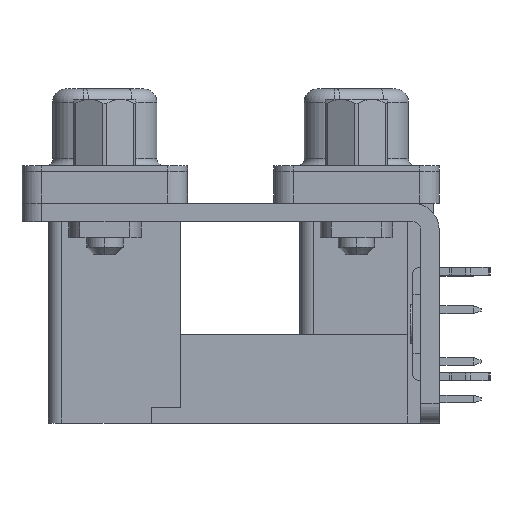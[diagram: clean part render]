
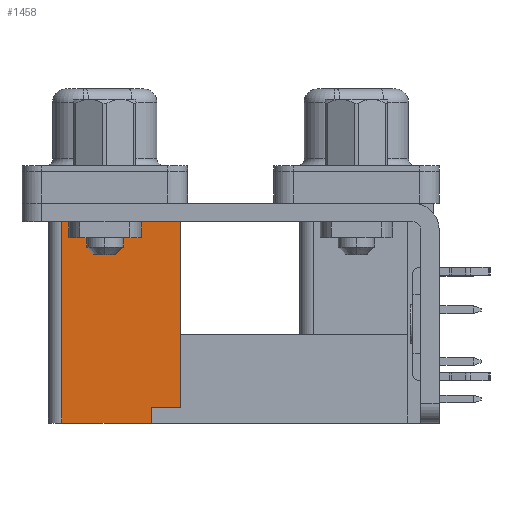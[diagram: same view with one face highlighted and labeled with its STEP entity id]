
A CAD part, left-side view. The second image highlights one B-rep face of the part: STEP entity #1458.
In plain terms, the highlighted planar face has unit normal (-1, 0, 0).
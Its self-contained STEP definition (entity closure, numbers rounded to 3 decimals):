
#1458 = ADVANCED_FACE ( 'NONE', ( #29388 ), #22532, .F. ) ;
#2232 = LINE ( 'NONE', #25906, #2235 ) ;
#2235 = VECTOR ( 'NONE', #25907, 1000. ) ;
#2236 = LINE ( 'NONE', #25910, #2239 ) ;
#2238 = LINE ( 'NONE', #25912, #2241 ) ;
#2239 = VECTOR ( 'NONE', #25911, 1000. ) ;
#2241 = VECTOR ( 'NONE', #25914, 1000. ) ;
#9957 = CARTESIAN_POINT ( 'NONE',  ( -19.73, 13.321, -2.85 ) ) ;
#9966 = CARTESIAN_POINT ( 'NONE',  ( -19.73, 22.321, -2.85 ) ) ;
#10078 = CARTESIAN_POINT ( 'NONE',  ( -19.73, 13.321, -12.801 ) ) ;
#10104 = CARTESIAN_POINT ( 'NONE',  ( -19.73, 13.321, -18.351 ) ) ;
#10113 = CARTESIAN_POINT ( 'NONE',  ( -19.73, 15.521, -18.351 ) ) ;
#10117 = CARTESIAN_POINT ( 'NONE',  ( -19.73, 15.521, -19.5 ) ) ;
#10562 = CARTESIAN_POINT ( 'NONE',  ( -19.73, 22.321, -19.5 ) ) ;
#16565 = AXIS2_PLACEMENT_3D ( 'NONE', #22552, #22553, #22554 ) ;
#17646 = EDGE_CURVE ( 'NONE', #19161, #19166, #28586, .T. ) ;
#17730 = EDGE_CURVE ( 'NONE', #19240, #19226, #28746, .T. ) ;
#17734 = EDGE_CURVE ( 'NONE', #19245, #19240, #28757, .T. ) ;
#17738 = EDGE_CURVE ( 'NONE', #19247, #19245, #28765, .T. ) ;
#18108 = EDGE_CURVE ( 'NONE', #19226, #19161, #2232, .T. ) ;
#18110 = EDGE_CURVE ( 'NONE', #19487, #19166, #2236, .T. ) ;
#18111 = EDGE_CURVE ( 'NONE', #19247, #19487, #2238, .T. ) ;
#19161 = VERTEX_POINT ( 'NONE', #9957 ) ;
#19166 = VERTEX_POINT ( 'NONE', #9966 ) ;
#19226 = VERTEX_POINT ( 'NONE', #10078 ) ;
#19240 = VERTEX_POINT ( 'NONE', #10104 ) ;
#19245 = VERTEX_POINT ( 'NONE', #10113 ) ;
#19247 = VERTEX_POINT ( 'NONE', #10117 ) ;
#19487 = VERTEX_POINT ( 'NONE', #10562 ) ;
#20671 = ORIENTED_EDGE ( 'NONE', *, *, #17738, .T. ) ;
#20672 = ORIENTED_EDGE ( 'NONE', *, *, #17734, .T. ) ;
#20673 = ORIENTED_EDGE ( 'NONE', *, *, #17730, .T. ) ;
#20674 = ORIENTED_EDGE ( 'NONE', *, *, #18108, .T. ) ;
#20675 = ORIENTED_EDGE ( 'NONE', *, *, #17646, .T. ) ;
#20676 = ORIENTED_EDGE ( 'NONE', *, *, #18110, .F. ) ;
#20677 = ORIENTED_EDGE ( 'NONE', *, *, #18111, .F. ) ;
#21043 = EDGE_LOOP ( 'NONE', ( #20671, #20672, #20673, #20674, #20675, #20676, #20677 ) ) ;
#22532 = PLANE ( 'NONE',  #16565 ) ;
#22552 = CARTESIAN_POINT ( 'NONE',  ( -19.73, 22.321, -79.707 ) ) ;
#22553 = DIRECTION ( 'NONE',  ( 1., 0., 0. ) ) ;
#22554 = DIRECTION ( 'NONE',  ( 0., 0., -1. ) ) ;
#25906 = CARTESIAN_POINT ( 'NONE',  ( -19.73, 13.321, -79.707 ) ) ;
#25907 = DIRECTION ( 'NONE',  ( 0., 0., 1. ) ) ;
#25910 = CARTESIAN_POINT ( 'NONE',  ( -19.73, 22.321, -79.707 ) ) ;
#25911 = DIRECTION ( 'NONE',  ( 0., 0., 1. ) ) ;
#25912 = CARTESIAN_POINT ( 'NONE',  ( -19.73, 22.321, -19.5 ) ) ;
#25914 = DIRECTION ( 'NONE',  ( 0., 1., 0. ) ) ;
#26616 = DIRECTION ( 'NONE',  ( 0., 1., 0. ) ) ;
#26621 = CARTESIAN_POINT ( 'NONE',  ( -19.73, 22.321, -2.85 ) ) ;
#26813 = CARTESIAN_POINT ( 'NONE',  ( -19.73, 13.321, -79.707 ) ) ;
#26814 = DIRECTION ( 'NONE',  ( 0., 0., 1. ) ) ;
#26821 = CARTESIAN_POINT ( 'NONE',  ( -19.73, 13.321, -18.351 ) ) ;
#26822 = DIRECTION ( 'NONE',  ( 0., -1., 0. ) ) ;
#26829 = CARTESIAN_POINT ( 'NONE',  ( -19.73, 15.521, -19.501 ) ) ;
#26830 = DIRECTION ( 'NONE',  ( 0., 0., 1. ) ) ;
#28586 = LINE ( 'NONE', #26621, #28602 ) ;
#28602 = VECTOR ( 'NONE', #26616, 1000. ) ;
#28746 = LINE ( 'NONE', #26813, #28750 ) ;
#28750 = VECTOR ( 'NONE', #26814, 1000. ) ;
#28757 = LINE ( 'NONE', #26821, #28760 ) ;
#28760 = VECTOR ( 'NONE', #26822, 1000. ) ;
#28765 = LINE ( 'NONE', #26829, #28768 ) ;
#28768 = VECTOR ( 'NONE', #26830, 1000. ) ;
#29388 = FACE_OUTER_BOUND ( 'NONE', #21043, .T. ) ;
